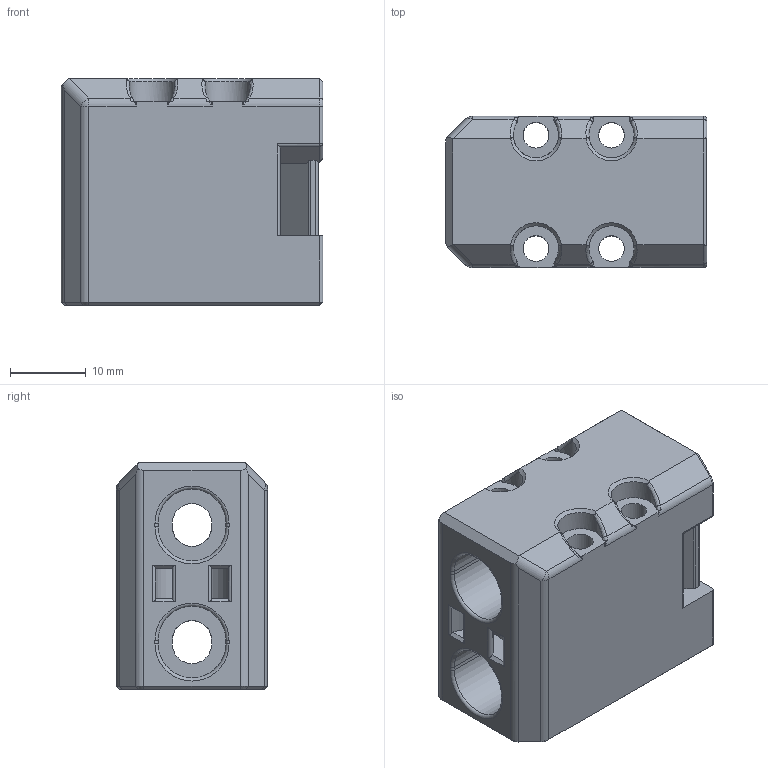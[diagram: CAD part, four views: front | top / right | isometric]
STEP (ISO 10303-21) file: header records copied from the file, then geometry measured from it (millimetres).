
FILE_DESCRIPTION(/* description */ ('STEP AP242'),/* implementation_level */ '2;1');
FILE_NAME(/* name */ 'Printed_V2_Z_joint_b_mgn9c.step',/* time_stamp */ '2025-08-08T12:45:20-07:00',/* author */ (''),/* organization */ (''),/* preprocessor_version */ 'ST-DEVELOPER v20.1',/* originating_system */ 'Autodesk Translation Framework v14.10.0.0',/* authorisation */ '');
FILE_SCHEMA (('AUTOMOTIVE_DESIGN { 1 0 10303 214 3 1 1 }'));
Length unit declared in the file: millimetre
Products named in the file (1): Printed_V2_Z_joint_b
Bounding box: 34.6 x 20 x 30 mm (x, y, z)
Volume: 15744.3 mm3; surface area: 7301.3 mm2
Topology: 1 solids, 1 shells, 201 faces, 521 edges, 312 vertices
Faces by surface type: cylinder 75, plane 66, bspline 24, cone 16, torus 12, sphere 8
Full cylindrical faces by diameter (mm): 3.4 x4
Entity records: 8703 total; most frequent: CARTESIAN_POINT 3876, ORIENTED_EDGE 1022, DIRECTION 991, EDGE_CURVE 511, AXIS2_PLACEMENT_3D 379, VERTEX_POINT 312, LINE 233, VECTOR 233
